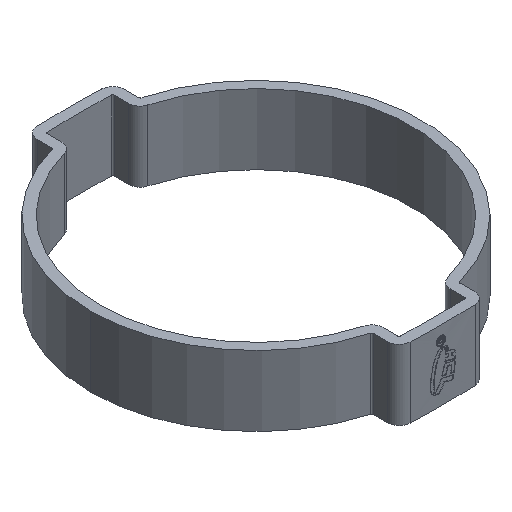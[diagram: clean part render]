
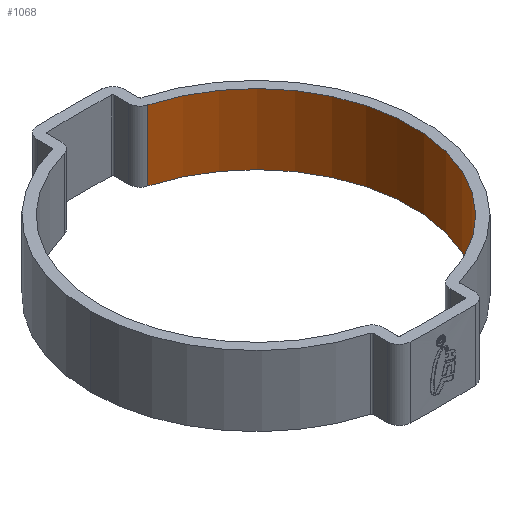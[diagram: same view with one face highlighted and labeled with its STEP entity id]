
A CAD part, isometric view. The second image highlights one B-rep face of the part: STEP entity #1068.
In plain terms, the highlighted cylindrical face has radius 23.25 mm (diameter 46.5 mm), a partial arc.
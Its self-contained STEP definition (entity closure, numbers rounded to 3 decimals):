
#555 = VECTOR ( 'NONE', #5522, 1000. ) ;
#596 = CARTESIAN_POINT ( 'NONE',  ( 0., 0., -5.25 ) ) ;
#776 = LINE ( 'NONE', #5063, #4833 ) ;
#816 = AXIS2_PLACEMENT_3D ( 'NONE', #2263, #932, #1827 ) ;
#932 = DIRECTION ( 'NONE',  ( 0., 0., -1. ) ) ;
#1068 = ADVANCED_FACE ( 'NONE', ( #2578 ), #4870, .F. ) ;
#1194 = VERTEX_POINT ( 'NONE', #4734 ) ;
#1366 = CARTESIAN_POINT ( 'NONE',  ( 0., 0., 5.25 ) ) ;
#1827 = DIRECTION ( 'NONE',  ( -1., 0., 0. ) ) ;
#1884 = AXIS2_PLACEMENT_3D ( 'NONE', #596, #5351, #4911 ) ;
#2084 = AXIS2_PLACEMENT_3D ( 'NONE', #1366, #3646, #5344 ) ;
#2138 = EDGE_CURVE ( 'NONE', #5059, #4850, #2369, .T. ) ;
#2263 = CARTESIAN_POINT ( 'NONE',  ( 0., 0., 5.25 ) ) ;
#2369 = LINE ( 'NONE', #2853, #555 ) ;
#2540 = CIRCLE ( 'NONE', #2084, 23.25 ) ;
#2578 = FACE_OUTER_BOUND ( 'NONE', #5141, .T. ) ;
#2853 = CARTESIAN_POINT ( 'NONE',  ( 6.243, 22.396, 5.25 ) ) ;
#3064 = CARTESIAN_POINT ( 'NONE',  ( 6.243, -22.396, -5.25 ) ) ;
#3083 = ORIENTED_EDGE ( 'NONE', *, *, #5133, .T. ) ;
#3169 = ORIENTED_EDGE ( 'NONE', *, *, #4466, .F. ) ;
#3646 = DIRECTION ( 'NONE',  ( 0., 0., 1. ) ) ;
#3865 = EDGE_CURVE ( 'NONE', #1194, #4701, #776, .T. ) ;
#4049 = ORIENTED_EDGE ( 'NONE', *, *, #2138, .T. ) ;
#4354 = ORIENTED_EDGE ( 'NONE', *, *, #3865, .F. ) ;
#4466 = EDGE_CURVE ( 'NONE', #4701, #4850, #5088, .T. ) ;
#4701 = VERTEX_POINT ( 'NONE', #3064 ) ;
#4734 = CARTESIAN_POINT ( 'NONE',  ( 6.243, -22.396, 5.25 ) ) ;
#4833 = VECTOR ( 'NONE', #5498, 1000. ) ;
#4850 = VERTEX_POINT ( 'NONE', #5280 ) ;
#4870 = CYLINDRICAL_SURFACE ( 'NONE', #816, 23.25 ) ;
#4895 = CARTESIAN_POINT ( 'NONE',  ( 6.243, 22.396, 5.25 ) ) ;
#4911 = DIRECTION ( 'NONE',  ( -1., 0., 0. ) ) ;
#5059 = VERTEX_POINT ( 'NONE', #4895 ) ;
#5063 = CARTESIAN_POINT ( 'NONE',  ( 6.243, -22.396, 5.25 ) ) ;
#5088 = CIRCLE ( 'NONE', #1884, 23.25 ) ;
#5133 = EDGE_CURVE ( 'NONE', #1194, #5059, #2540, .T. ) ;
#5141 = EDGE_LOOP ( 'NONE', ( #3169, #4354, #3083, #4049 ) ) ;
#5280 = CARTESIAN_POINT ( 'NONE',  ( 6.243, 22.396, -5.25 ) ) ;
#5344 = DIRECTION ( 'NONE',  ( -1., 0., 0. ) ) ;
#5351 = DIRECTION ( 'NONE',  ( 0., 0., 1. ) ) ;
#5498 = DIRECTION ( 'NONE',  ( 0., 0., -1. ) ) ;
#5522 = DIRECTION ( 'NONE',  ( 0., 0., -1. ) ) ;
